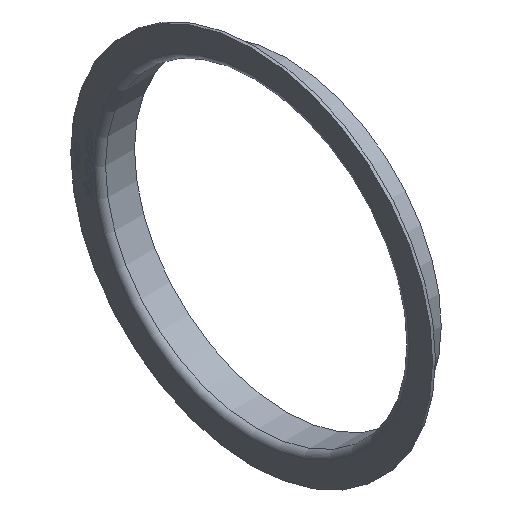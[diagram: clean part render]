
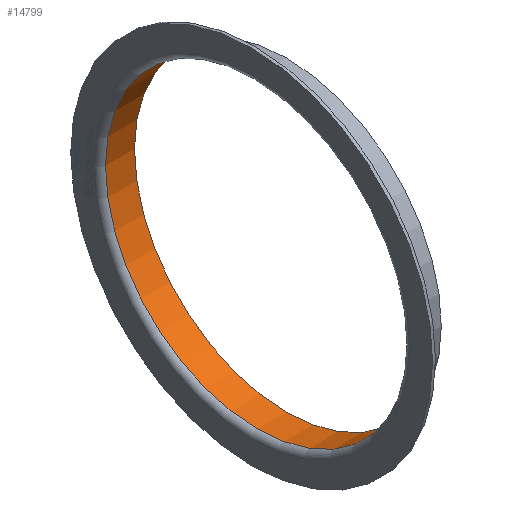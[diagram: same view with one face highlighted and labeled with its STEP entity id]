
A CAD part, isometric view. The second image highlights one B-rep face of the part: STEP entity #14799.
In plain terms, the highlighted cylindrical face has radius 131 mm (diameter 262 mm), a full revolution.
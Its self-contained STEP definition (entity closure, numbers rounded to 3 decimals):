
#131 = CYLINDRICAL_SURFACE ( 'NONE', #2782, 131. ) ;
#1651 = DIRECTION ( 'NONE',  ( -1., 0., 0. ) ) ;
#2354 = DIRECTION ( 'NONE',  ( 0., 0., -1. ) ) ;
#2455 = AXIS2_PLACEMENT_3D ( 'NONE', #2937, #1651, #7486 ) ;
#2782 = AXIS2_PLACEMENT_3D ( 'NONE', #3363, #7931, #12564 ) ;
#2937 = CARTESIAN_POINT ( 'NONE',  ( 30., 0., 0. ) ) ;
#3081 = EDGE_LOOP ( 'NONE', ( #13399 ) ) ;
#3363 = CARTESIAN_POINT ( 'NONE',  ( 0., 0., 0. ) ) ;
#3575 = CARTESIAN_POINT ( 'NONE',  ( 5., 0., 0. ) ) ;
#4627 = FACE_OUTER_BOUND ( 'NONE', #11279, .T. ) ;
#5001 = CARTESIAN_POINT ( 'NONE',  ( 30., 0., 131. ) ) ;
#5623 = EDGE_CURVE ( 'NONE', #10803, #10803, #10573, .T. ) ;
#5669 = ORIENTED_EDGE ( 'NONE', *, *, #12756, .T. ) ;
#6192 = VERTEX_POINT ( 'NONE', #8496 ) ;
#6843 = CIRCLE ( 'NONE', #8477, 131. ) ;
#7486 = DIRECTION ( 'NONE',  ( 0., 0., 1. ) ) ;
#7931 = DIRECTION ( 'NONE',  ( -1., 0., 0. ) ) ;
#8477 = AXIS2_PLACEMENT_3D ( 'NONE', #3575, #9166, #2354 ) ;
#8496 = CARTESIAN_POINT ( 'NONE',  ( 5., 0., -131. ) ) ;
#9166 = DIRECTION ( 'NONE',  ( -1., 0., 0. ) ) ;
#10365 = FACE_OUTER_BOUND ( 'NONE', #3081, .T. ) ;
#10573 = CIRCLE ( 'NONE', #2455, 131. ) ;
#10803 = VERTEX_POINT ( 'NONE', #5001 ) ;
#11279 = EDGE_LOOP ( 'NONE', ( #5669 ) ) ;
#12564 = DIRECTION ( 'NONE',  ( 0., 0., 1. ) ) ;
#12756 = EDGE_CURVE ( 'NONE', #6192, #6192, #6843, .T. ) ;
#13399 = ORIENTED_EDGE ( 'NONE', *, *, #5623, .F. ) ;
#14799 = ADVANCED_FACE ( 'NONE', ( #4627, #10365 ), #131, .F. ) ;
